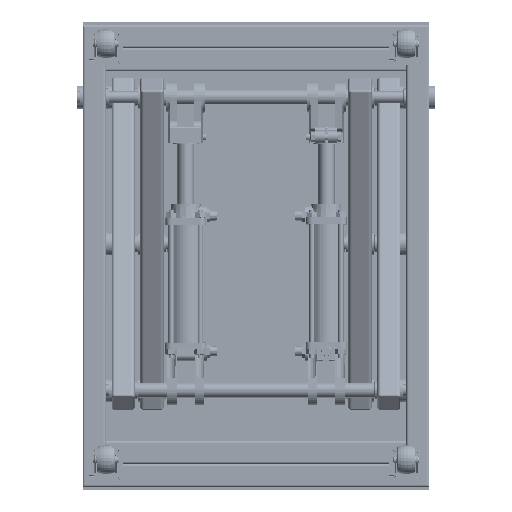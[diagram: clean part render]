
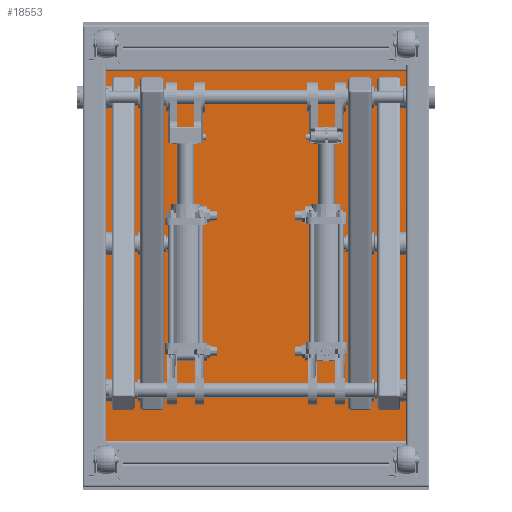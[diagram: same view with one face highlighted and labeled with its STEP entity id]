
A CAD part, front view. The second image highlights one B-rep face of the part: STEP entity #18553.
In plain terms, the highlighted face is planar.
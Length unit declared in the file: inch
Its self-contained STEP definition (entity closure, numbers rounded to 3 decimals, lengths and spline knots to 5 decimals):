
#1488 = DIRECTION ( 'NONE',  ( 0., 0., 1. ) ) ;
#6036 = CARTESIAN_POINT ( 'NONE',  ( 11.81102, 0., 15.55118 ) ) ;
#6394 = VERTEX_POINT ( 'NONE', #34030 ) ;
#8774 = ORIENTED_EDGE ( 'NONE', *, *, #18397, .F. ) ;
#14248 = LINE ( 'NONE', #51404, #46218 ) ;
#14543 = EDGE_CURVE ( 'NONE', #20236, #29230, #57920, .T. ) ;
#15765 = ORIENTED_EDGE ( 'NONE', *, *, #14543, .T. ) ;
#16353 = ORIENTED_EDGE ( 'NONE', *, *, #36410, .F. ) ;
#18397 = EDGE_CURVE ( 'NONE', #48495, #29230, #21965, .T. ) ;
#18553 = ADVANCED_FACE ( 'NONE', ( #57526 ), #46843, .T. ) ;
#18751 = CARTESIAN_POINT ( 'NONE',  ( 11.81102, 0., -15.55118 ) ) ;
#19243 = CARTESIAN_POINT ( 'NONE',  ( -11.81142, 0., -15.55157 ) ) ;
#19818 = DIRECTION ( 'NONE',  ( 0., 0., -1. ) ) ;
#20236 = VERTEX_POINT ( 'NONE', #45346 ) ;
#20606 = ORIENTED_EDGE ( 'NONE', *, *, #29240, .F. ) ;
#21516 = EDGE_LOOP ( 'NONE', ( #15765, #8774, #16353, #20606 ) ) ;
#21965 = LINE ( 'NONE', #22236, #43278 ) ;
#22236 = CARTESIAN_POINT ( 'NONE',  ( 11.81102, 0., 0. ) ) ;
#22990 = DIRECTION ( 'NONE',  ( 1., 0., 0. ) ) ;
#24885 = VECTOR ( 'NONE', #45750, 39.37008 ) ;
#26779 = DIRECTION ( 'NONE',  ( 0., 0., 1. ) ) ;
#28738 = DIRECTION ( 'NONE',  ( 0., 1., 0. ) ) ;
#29230 = VERTEX_POINT ( 'NONE', #6036 ) ;
#29240 = EDGE_CURVE ( 'NONE', #20236, #6394, #14248, .T. ) ;
#33708 = VECTOR ( 'NONE', #22990, 39.37008 ) ;
#34030 = CARTESIAN_POINT ( 'NONE',  ( -11.81102, 0., -15.55118 ) ) ;
#36410 = EDGE_CURVE ( 'NONE', #6394, #48495, #36983, .T. ) ;
#36598 = CARTESIAN_POINT ( 'NONE',  ( 0., 0., -15.55118 ) ) ;
#36983 = LINE ( 'NONE', #36598, #24885 ) ;
#43278 = VECTOR ( 'NONE', #26779, 39.37008 ) ;
#45346 = CARTESIAN_POINT ( 'NONE',  ( -11.81102, 0., 15.55118 ) ) ;
#45750 = DIRECTION ( 'NONE',  ( 1., 0., 0. ) ) ;
#46218 = VECTOR ( 'NONE', #19818, 39.37008 ) ;
#46843 = PLANE ( 'NONE',  #52314 ) ;
#48495 = VERTEX_POINT ( 'NONE', #18751 ) ;
#50230 = CARTESIAN_POINT ( 'NONE',  ( 0., 0., 15.55118 ) ) ;
#51404 = CARTESIAN_POINT ( 'NONE',  ( -11.81102, 0., 0. ) ) ;
#52314 = AXIS2_PLACEMENT_3D ( 'NONE', #19243, #28738, #1488 ) ;
#57526 = FACE_OUTER_BOUND ( 'NONE', #21516, .T. ) ;
#57920 = LINE ( 'NONE', #50230, #33708 ) ;
